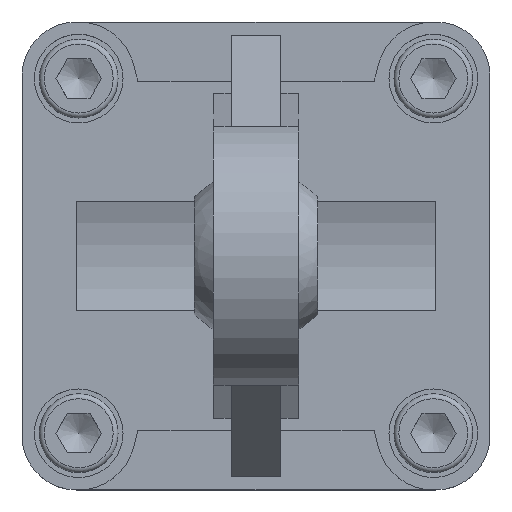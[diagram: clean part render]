
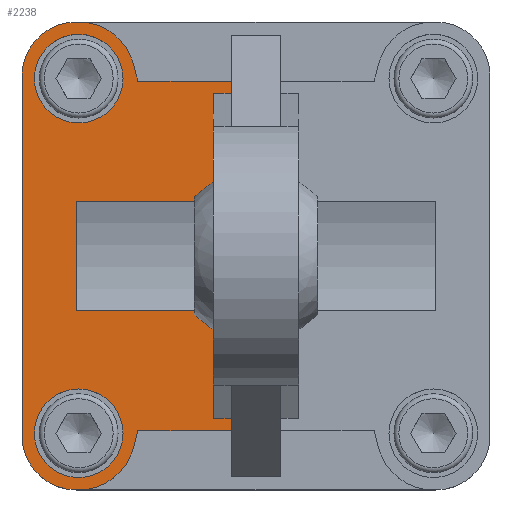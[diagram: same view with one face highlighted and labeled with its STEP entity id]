
A CAD part, top view. The second image highlights one B-rep face of the part: STEP entity #2238.
In plain terms, the highlighted planar face has unit normal (0, 0, 1).
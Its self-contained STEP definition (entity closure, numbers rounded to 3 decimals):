
#64=FACE_BOUND('',#290,.T.);
#65=FACE_BOUND('',#291,.T.);
#92=PLANE('',#2387);
#168=FACE_OUTER_BOUND('',#289,.T.);
#289=EDGE_LOOP('',(#1449,#1450,#1451,#1452,#1453,#1454,#1455,#1456,#1457,
#1458,#1459,#1460,#1461,#1462,#1463,#1464,#1465,#1466,#1467,#1468));
#290=EDGE_LOOP('',(#1469,#1470));
#291=EDGE_LOOP('',(#1471,#1472));
#437=LINE('',#3304,#605);
#438=LINE('',#3308,#606);
#439=LINE('',#3312,#607);
#440=LINE('',#3314,#608);
#441=LINE('',#3316,#609);
#442=LINE('',#3318,#610);
#443=LINE('',#3320,#611);
#444=LINE('',#3322,#612);
#445=LINE('',#3324,#613);
#446=LINE('',#3326,#614);
#447=LINE('',#3328,#615);
#448=LINE('',#3330,#616);
#449=LINE('',#3332,#617);
#450=LINE('',#3334,#618);
#451=LINE('',#3336,#619);
#452=LINE('',#3339,#620);
#605=VECTOR('',#2646,10.);
#606=VECTOR('',#2649,10.);
#607=VECTOR('',#2652,10.);
#608=VECTOR('',#2653,10.);
#609=VECTOR('',#2654,10.);
#610=VECTOR('',#2655,10.);
#611=VECTOR('',#2656,10.);
#612=VECTOR('',#2657,10.);
#613=VECTOR('',#2658,10.);
#614=VECTOR('',#2659,10.);
#615=VECTOR('',#2660,10.);
#616=VECTOR('',#2661,10.);
#617=VECTOR('',#2662,10.);
#618=VECTOR('',#2663,10.);
#619=VECTOR('',#2664,10.);
#620=VECTOR('',#2667,10.);
#772=CIRCLE('',#2385,11.);
#774=CIRCLE('',#2388,11.);
#775=CIRCLE('',#2389,11.5);
#776=CIRCLE('',#2390,11.5);
#777=CIRCLE('',#2391,9.);
#778=CIRCLE('',#2392,9.);
#779=CIRCLE('',#2393,9.);
#780=CIRCLE('',#2394,9.);
#896=VERTEX_POINT('',#3294);
#897=VERTEX_POINT('',#3295);
#900=VERTEX_POINT('',#3303);
#901=VERTEX_POINT('',#3305);
#902=VERTEX_POINT('',#3307);
#903=VERTEX_POINT('',#3309);
#904=VERTEX_POINT('',#3311);
#905=VERTEX_POINT('',#3313);
#906=VERTEX_POINT('',#3315);
#907=VERTEX_POINT('',#3317);
#908=VERTEX_POINT('',#3319);
#909=VERTEX_POINT('',#3321);
#910=VERTEX_POINT('',#3323);
#911=VERTEX_POINT('',#3325);
#912=VERTEX_POINT('',#3327);
#913=VERTEX_POINT('',#3329);
#914=VERTEX_POINT('',#3331);
#915=VERTEX_POINT('',#3333);
#916=VERTEX_POINT('',#3335);
#917=VERTEX_POINT('',#3337);
#918=VERTEX_POINT('',#3340);
#919=VERTEX_POINT('',#3341);
#920=VERTEX_POINT('',#3344);
#921=VERTEX_POINT('',#3345);
#1123=EDGE_CURVE('',#896,#897,#772,.T.);
#1127=EDGE_CURVE('',#900,#896,#437,.T.);
#1128=EDGE_CURVE('',#901,#900,#774,.T.);
#1129=EDGE_CURVE('',#902,#901,#438,.T.);
#1130=EDGE_CURVE('',#902,#903,#775,.T.);
#1131=EDGE_CURVE('',#903,#904,#439,.T.);
#1132=EDGE_CURVE('',#904,#905,#440,.T.);
#1133=EDGE_CURVE('',#905,#906,#441,.T.);
#1134=EDGE_CURVE('',#906,#907,#442,.T.);
#1135=EDGE_CURVE('',#907,#908,#443,.T.);
#1136=EDGE_CURVE('',#908,#909,#444,.T.);
#1137=EDGE_CURVE('',#909,#910,#445,.T.);
#1138=EDGE_CURVE('',#910,#911,#446,.T.);
#1139=EDGE_CURVE('',#911,#912,#447,.T.);
#1140=EDGE_CURVE('',#912,#913,#448,.T.);
#1141=EDGE_CURVE('',#913,#914,#449,.T.);
#1142=EDGE_CURVE('',#914,#915,#450,.T.);
#1143=EDGE_CURVE('',#915,#916,#451,.T.);
#1144=EDGE_CURVE('',#916,#917,#776,.T.);
#1145=EDGE_CURVE('',#897,#917,#452,.T.);
#1146=EDGE_CURVE('',#918,#919,#777,.T.);
#1147=EDGE_CURVE('',#919,#918,#778,.T.);
#1148=EDGE_CURVE('',#920,#921,#779,.T.);
#1149=EDGE_CURVE('',#921,#920,#780,.T.);
#1449=ORIENTED_EDGE('',*,*,#1123,.F.);
#1450=ORIENTED_EDGE('',*,*,#1127,.F.);
#1451=ORIENTED_EDGE('',*,*,#1128,.F.);
#1452=ORIENTED_EDGE('',*,*,#1129,.F.);
#1453=ORIENTED_EDGE('',*,*,#1130,.T.);
#1454=ORIENTED_EDGE('',*,*,#1131,.T.);
#1455=ORIENTED_EDGE('',*,*,#1132,.T.);
#1456=ORIENTED_EDGE('',*,*,#1133,.T.);
#1457=ORIENTED_EDGE('',*,*,#1134,.T.);
#1458=ORIENTED_EDGE('',*,*,#1135,.T.);
#1459=ORIENTED_EDGE('',*,*,#1136,.T.);
#1460=ORIENTED_EDGE('',*,*,#1137,.T.);
#1461=ORIENTED_EDGE('',*,*,#1138,.T.);
#1462=ORIENTED_EDGE('',*,*,#1139,.T.);
#1463=ORIENTED_EDGE('',*,*,#1140,.T.);
#1464=ORIENTED_EDGE('',*,*,#1141,.T.);
#1465=ORIENTED_EDGE('',*,*,#1142,.T.);
#1466=ORIENTED_EDGE('',*,*,#1143,.T.);
#1467=ORIENTED_EDGE('',*,*,#1144,.T.);
#1468=ORIENTED_EDGE('',*,*,#1145,.F.);
#1469=ORIENTED_EDGE('',*,*,#1146,.T.);
#1470=ORIENTED_EDGE('',*,*,#1147,.T.);
#1471=ORIENTED_EDGE('',*,*,#1148,.T.);
#1472=ORIENTED_EDGE('',*,*,#1149,.T.);
#2238=ADVANCED_FACE('',(#168,#64,#65),#92,.T.);
#2385=AXIS2_PLACEMENT_3D('',#3296,#2638,#2639);
#2387=AXIS2_PLACEMENT_3D('',#3302,#2644,#2645);
#2388=AXIS2_PLACEMENT_3D('',#3306,#2647,#2648);
#2389=AXIS2_PLACEMENT_3D('',#3310,#2650,#2651);
#2390=AXIS2_PLACEMENT_3D('',#3338,#2665,#2666);
#2391=AXIS2_PLACEMENT_3D('',#3342,#2668,#2669);
#2392=AXIS2_PLACEMENT_3D('',#3343,#2670,#2671);
#2393=AXIS2_PLACEMENT_3D('',#3346,#2672,#2673);
#2394=AXIS2_PLACEMENT_3D('',#3347,#2674,#2675);
#2638=DIRECTION('center_axis',(0.,0.,-1.));
#2639=DIRECTION('ref_axis',(-0.707,0.707,0.));
#2644=DIRECTION('center_axis',(0.,0.,1.));
#2645=DIRECTION('ref_axis',(-1.,0.,0.));
#2646=DIRECTION('',(0.,1.,0.));
#2647=DIRECTION('center_axis',(0.,0.,-1.));
#2648=DIRECTION('ref_axis',(-0.707,-0.707,0.));
#2649=DIRECTION('',(-1.,0.,0.));
#2650=DIRECTION('center_axis',(0.,0.,1.));
#2651=DIRECTION('ref_axis',(0.,1.,0.));
#2652=DIRECTION('',(0.248,0.969,0.));
#2653=DIRECTION('',(1.,0.,0.));
#2654=DIRECTION('',(0.,1.,0.));
#2655=DIRECTION('',(-1.,0.,0.));
#2656=DIRECTION('',(0.,1.,0.));
#2657=DIRECTION('',(-1.,0.,0.));
#2658=DIRECTION('',(0.,1.,0.));
#2659=DIRECTION('',(1.,0.,0.));
#2660=DIRECTION('',(0.,1.,0.));
#2661=DIRECTION('',(1.,0.,0.));
#2662=DIRECTION('',(0.,1.,0.));
#2663=DIRECTION('',(-1.,0.,0.));
#2664=DIRECTION('',(-0.248,0.969,0.));
#2665=DIRECTION('center_axis',(0.,0.,1.));
#2666=DIRECTION('ref_axis',(0.,-1.,0.));
#2667=DIRECTION('',(1.,0.,0.));
#2668=DIRECTION('center_axis',(0.,0.,-1.));
#2669=DIRECTION('ref_axis',(-1.,0.,0.));
#2670=DIRECTION('center_axis',(0.,0.,-1.));
#2671=DIRECTION('ref_axis',(-1.,0.,0.));
#2672=DIRECTION('center_axis',(0.,0.,-1.));
#2673=DIRECTION('ref_axis',(-1.,0.,0.));
#2674=DIRECTION('center_axis',(0.,0.,-1.));
#2675=DIRECTION('ref_axis',(-1.,0.,0.));
#3294=CARTESIAN_POINT('',(-47.5,36.5,14.));
#3295=CARTESIAN_POINT('',(-36.5,47.5,14.));
#3296=CARTESIAN_POINT('Origin',(-36.5,36.5,14.));
#3302=CARTESIAN_POINT('Origin',(0.,0.,
14.));
#3303=CARTESIAN_POINT('',(-47.5,-36.5,14.));
#3304=CARTESIAN_POINT('',(-47.5,47.5,14.));
#3305=CARTESIAN_POINT('',(-36.5,-47.5,14.));
#3306=CARTESIAN_POINT('Origin',(-36.5,-36.5,14.));
#3307=CARTESIAN_POINT('',(-36.,-47.5,14.));
#3308=CARTESIAN_POINT('',(-47.5,-47.5,14.));
#3309=CARTESIAN_POINT('',(-24.86,-38.856,14.));
#3310=CARTESIAN_POINT('Origin',(-36.,-36.,14.));
#3311=CARTESIAN_POINT('',(-24.,-35.5,14.));
#3312=CARTESIAN_POINT('',(-18.991,-15.958,14.));
#3313=CARTESIAN_POINT('',(-5.,-35.5,14.));
#3314=CARTESIAN_POINT('',(12.,-35.5,14.));
#3315=CARTESIAN_POINT('',(-5.,-33.,14.));
#3316=CARTESIAN_POINT('',(-5.,-16.946,14.));
#3317=CARTESIAN_POINT('',(-8.65,-33.,14.));
#3318=CARTESIAN_POINT('',(0.,-33.,14.));
#3319=CARTESIAN_POINT('',(-8.65,-11.,14.));
#3320=CARTESIAN_POINT('',(-8.65,0.,14.));
#3321=CARTESIAN_POINT('',(-36.5,-11.,14.));
#3322=CARTESIAN_POINT('',(-36.5,-11.,14.));
#3323=CARTESIAN_POINT('',(-36.5,11.,14.));
#3324=CARTESIAN_POINT('',(-36.5,0.,14.));
#3325=CARTESIAN_POINT('',(-8.65,11.,14.));
#3326=CARTESIAN_POINT('',(-36.5,11.,14.));
#3327=CARTESIAN_POINT('',(-8.65,33.,14.));
#3328=CARTESIAN_POINT('',(-8.65,0.,14.));
#3329=CARTESIAN_POINT('',(-5.,33.,14.));
#3330=CARTESIAN_POINT('',(0.,33.,14.));
#3331=CARTESIAN_POINT('',(-5.,35.5,14.));
#3332=CARTESIAN_POINT('',(-5.,16.946,14.));
#3333=CARTESIAN_POINT('',(-24.,35.5,14.));
#3334=CARTESIAN_POINT('',(12.,35.5,14.));
#3335=CARTESIAN_POINT('',(-24.86,38.856,14.));
#3336=CARTESIAN_POINT('',(-18.991,15.958,14.));
#3337=CARTESIAN_POINT('',(-36.,47.5,14.));
#3338=CARTESIAN_POINT('Origin',(-36.,36.,14.));
#3339=CARTESIAN_POINT('',(47.5,47.5,14.));
#3340=CARTESIAN_POINT('',(-45.,-36.,14.));
#3341=CARTESIAN_POINT('',(-27.,-36.,14.));
#3342=CARTESIAN_POINT('Origin',(-36.,-36.,14.));
#3343=CARTESIAN_POINT('Origin',(-36.,-36.,14.));
#3344=CARTESIAN_POINT('',(-45.,36.,14.));
#3345=CARTESIAN_POINT('',(-27.,36.,14.));
#3346=CARTESIAN_POINT('Origin',(-36.,36.,14.));
#3347=CARTESIAN_POINT('Origin',(-36.,36.,14.));
